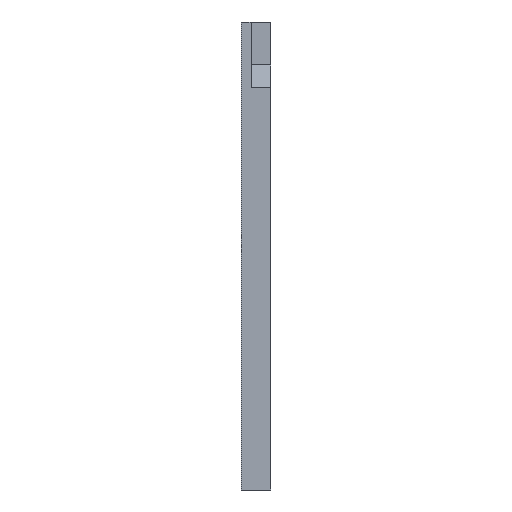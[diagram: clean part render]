
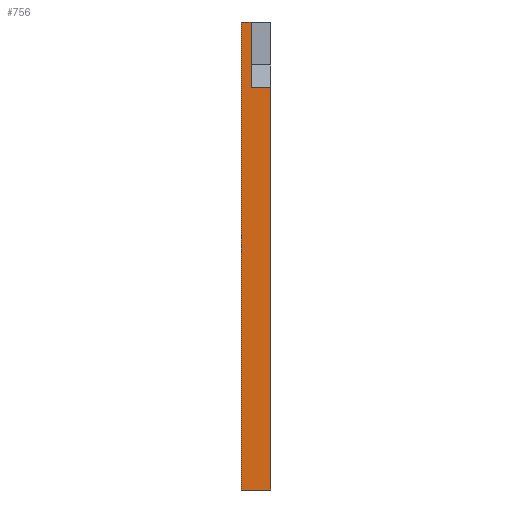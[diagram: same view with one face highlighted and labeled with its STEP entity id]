
A CAD part, left-side view. The second image highlights one B-rep face of the part: STEP entity #756.
In plain terms, the highlighted planar face has unit normal (-1, 0, 0).
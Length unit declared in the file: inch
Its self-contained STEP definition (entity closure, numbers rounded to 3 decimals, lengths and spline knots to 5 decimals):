
#35 = VERTEX_POINT ( 'NONE', #950 ) ;
#216 = ORIENTED_EDGE ( 'NONE', *, *, #1050, .T. ) ;
#263 = CARTESIAN_POINT ( 'NONE',  ( -6., 0.5, 4.31814 ) ) ;
#282 = AXIS2_PLACEMENT_3D ( 'NONE', #951, #1592, #1299 ) ;
#321 = CARTESIAN_POINT ( 'NONE',  ( -6., 0.75, 6. ) ) ;
#325 = CARTESIAN_POINT ( 'NONE',  ( -6., 11.71939, 4.31814 ) ) ;
#331 = LINE ( 'NONE', #321, #936 ) ;
#357 = ORIENTED_EDGE ( 'NONE', *, *, #836, .F. ) ;
#390 = LINE ( 'NONE', #1633, #1340 ) ;
#482 = CARTESIAN_POINT ( 'NONE',  ( -6., 0.75, -6. ) ) ;
#527 = VERTEX_POINT ( 'NONE', #263 ) ;
#578 = LINE ( 'NONE', #1077, #613 ) ;
#613 = VECTOR ( 'NONE', #1863, 39.37008 ) ;
#656 = CARTESIAN_POINT ( 'NONE',  ( -6., 0., -6. ) ) ;
#660 = FACE_OUTER_BOUND ( 'NONE', #1342, .T. ) ;
#695 = EDGE_CURVE ( 'NONE', #527, #35, #1604, .T. ) ;
#740 = LINE ( 'NONE', #1547, #1611 ) ;
#756 = ADVANCED_FACE ( 'NONE', ( #660 ), #1768, .F. ) ;
#836 = EDGE_CURVE ( 'NONE', #939, #1257, #390, .T. ) ;
#909 = ORIENTED_EDGE ( 'NONE', *, *, #1096, .T. ) ;
#923 = DIRECTION ( 'NONE',  ( 0., -1., 0. ) ) ;
#936 = VECTOR ( 'NONE', #923, 39.37008 ) ;
#939 = VERTEX_POINT ( 'NONE', #1498 ) ;
#950 = CARTESIAN_POINT ( 'NONE',  ( -6., 0., 4.31814 ) ) ;
#951 = CARTESIAN_POINT ( 'NONE',  ( -6., 0.75, 0. ) ) ;
#1031 = EDGE_CURVE ( 'NONE', #527, #1618, #578, .T. ) ;
#1039 = VECTOR ( 'NONE', #1756, 39.37008 ) ;
#1050 = EDGE_CURVE ( 'NONE', #1140, #35, #740, .T. ) ;
#1077 = CARTESIAN_POINT ( 'NONE',  ( -6., 0.5, 0. ) ) ;
#1096 = EDGE_CURVE ( 'NONE', #939, #1140, #1458, .T. ) ;
#1134 = EDGE_CURVE ( 'NONE', #1257, #1618, #331, .T. ) ;
#1140 = VERTEX_POINT ( 'NONE', #656 ) ;
#1170 = VECTOR ( 'NONE', #1737, 39.37008 ) ;
#1257 = VERTEX_POINT ( 'NONE', #1912 ) ;
#1299 = DIRECTION ( 'NONE',  ( 0., 0., -1. ) ) ;
#1337 = DIRECTION ( 'NONE',  ( 0., 0., 1. ) ) ;
#1340 = VECTOR ( 'NONE', #1337, 39.37008 ) ;
#1342 = EDGE_LOOP ( 'NONE', ( #1602, #1424, #1986, #357, #909, #216 ) ) ;
#1424 = ORIENTED_EDGE ( 'NONE', *, *, #1031, .T. ) ;
#1439 = CARTESIAN_POINT ( 'NONE',  ( -6., 0.5, 6. ) ) ;
#1458 = LINE ( 'NONE', #482, #1039 ) ;
#1498 = CARTESIAN_POINT ( 'NONE',  ( -6., 0.75, -6. ) ) ;
#1528 = DIRECTION ( 'NONE',  ( 0., 0., 1. ) ) ;
#1547 = CARTESIAN_POINT ( 'NONE',  ( -6., 0., 0. ) ) ;
#1592 = DIRECTION ( 'NONE',  ( 1., 0., 0. ) ) ;
#1602 = ORIENTED_EDGE ( 'NONE', *, *, #695, .F. ) ;
#1604 = LINE ( 'NONE', #325, #1170 ) ;
#1611 = VECTOR ( 'NONE', #1528, 39.37008 ) ;
#1618 = VERTEX_POINT ( 'NONE', #1439 ) ;
#1633 = CARTESIAN_POINT ( 'NONE',  ( -6., 0.75, 0. ) ) ;
#1737 = DIRECTION ( 'NONE',  ( 0., -1., 0. ) ) ;
#1756 = DIRECTION ( 'NONE',  ( 0., -1., 0. ) ) ;
#1768 = PLANE ( 'NONE',  #282 ) ;
#1863 = DIRECTION ( 'NONE',  ( 0., 0., 1. ) ) ;
#1912 = CARTESIAN_POINT ( 'NONE',  ( -6., 0.75, 6. ) ) ;
#1986 = ORIENTED_EDGE ( 'NONE', *, *, #1134, .F. ) ;
